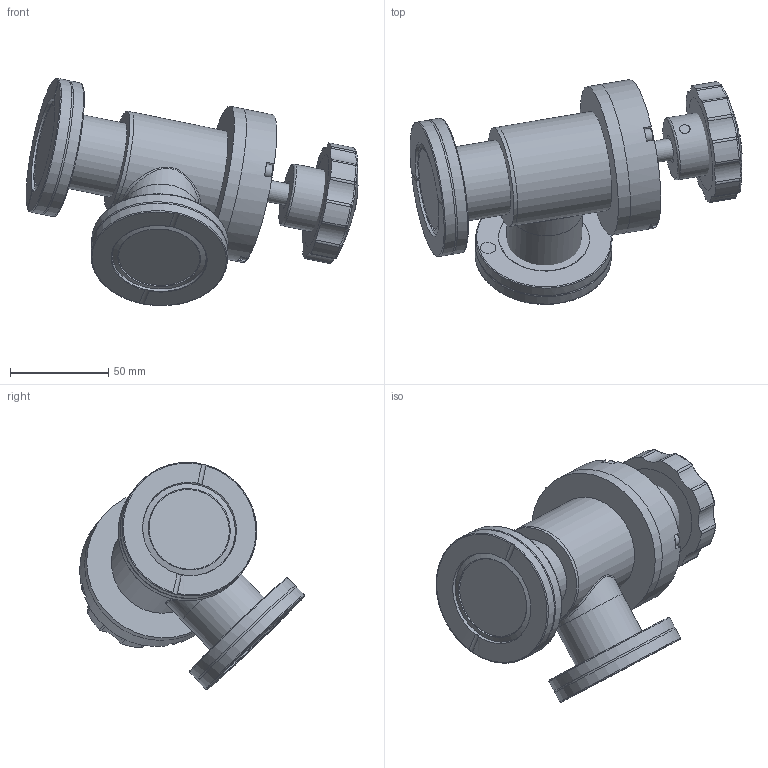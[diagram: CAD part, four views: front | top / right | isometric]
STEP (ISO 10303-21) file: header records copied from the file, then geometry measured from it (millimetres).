
FILE_DESCRIPTION (( 'STEP AP214' ), '1' );
FILE_NAME ('FULLVAC VAMS1CF40.STEP', '2019-06-26T13:59:21', ( '' ), ( '' ), 'SwSTEP 2.0', 'SolidWorks 2017', '' );
FILE_SCHEMA (( 'AUTOMOTIVE_DESIGN' ));
Length unit declared in the file: millimetre
Products named in the file (1): FULLVAC VAMS1CF40
Bounding box: 168.6 x 114.16 x 115.47 mm (x, y, z)
Surface area: 88324.2 mm2 (no closed solid volume)
Topology: 0 solids, 36 shells, 161 faces, 408 edges, 270 vertices
Faces by surface type: cylinder 64, bspline 52, plane 39, cone 6
Full cylindrical faces by diameter (mm): 2 x1, 5.4 x1, 7 x4, 11 x1, 14 x2, 32 x1, 38.1 x3, 38.4 x1, 47.7 x1, 48.31 x2, 50.8 x2, 51 x1, 69.3 x4, 76.5 x2
Entity records: 9648 total; most frequent: CARTESIAN_POINT 6307, DIRECTION 634, ORIENTED_EDGE 615, EDGE_CURVE 344, AXIS2_PLACEMENT_3D 278, VERTEX_POINT 250, EDGE_LOOP 204, FACE_OUTER_BOUND 198
